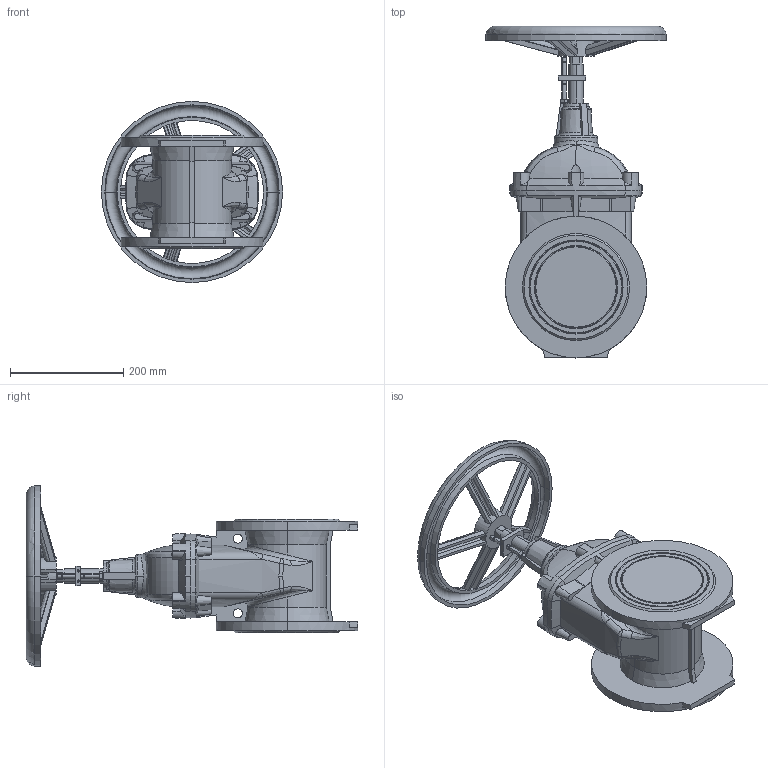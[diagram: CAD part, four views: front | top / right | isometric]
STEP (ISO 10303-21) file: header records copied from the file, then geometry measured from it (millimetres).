
FILE_DESCRIPTION (( 'STEP AP203' ), '1' );
FILE_NAME ('0612535016.STEP', '2014-05-30T06:26:58', ( '' ), ( '' ), 'SwSTEP 2.0', 'SolidWorks 2012', '' );
FILE_SCHEMA (( 'CONFIG_CONTROL_DESIGN' ));
Length unit declared in the file: millimetre
Products named in the file (1): 0612535016
Bounding box: 320 x 586 x 320 mm (x, y, z)
Volume: 9141843.5 mm3; surface area: 607316.9 mm2
Topology: 1 solids, 1 shells, 441 faces, 1176 edges, 741 vertices
Faces by surface type: plane 144, cone 113, cylinder 74, bspline 63, torus 45, sphere 2
Entity records: 18264 total; most frequent: CARTESIAN_POINT 8161, ORIENTED_EDGE 2344, DIRECTION 1844, EDGE_CURVE 1172, VERTEX_POINT 741, AXIS2_PLACEMENT_3D 740, EDGE_LOOP 465, FACE_OUTER_BOUND 441
